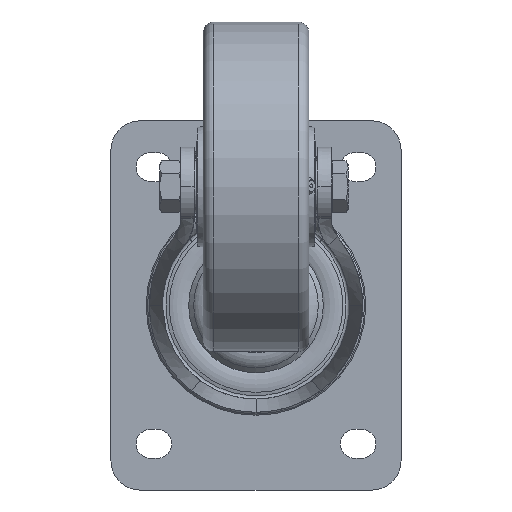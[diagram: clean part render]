
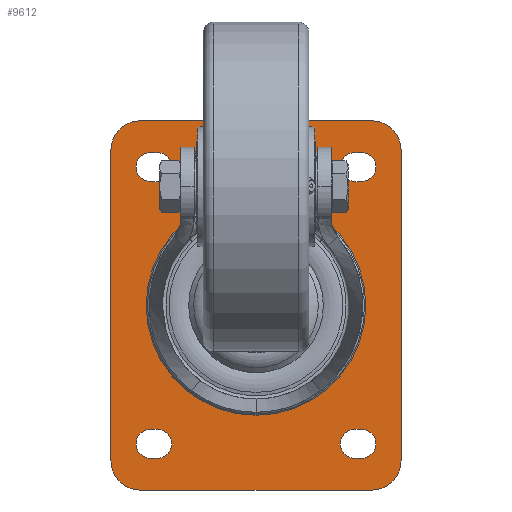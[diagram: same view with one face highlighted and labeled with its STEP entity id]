
A CAD part, front view. The second image highlights one B-rep face of the part: STEP entity #9612.
In plain terms, the highlighted planar face has unit normal (0, -1, 0).
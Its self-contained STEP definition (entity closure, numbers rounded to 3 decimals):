
#278=PLANE($,#10277);
#671=LINE($,#16415,#1425);
#672=LINE($,#16419,#1426);
#673=LINE($,#16423,#1427);
#674=LINE($,#16427,#1428);
#675=LINE($,#16431,#1429);
#676=LINE($,#16435,#1430);
#677=LINE($,#16441,#1431);
#678=LINE($,#16444,#1432);
#679=LINE($,#16449,#1433);
#680=LINE($,#16452,#1434);
#681=LINE($,#16455,#1435);
#682=LINE($,#16459,#1436);
#1425=VECTOR($,#11204,118.);
#1426=VECTOR($,#11207,88.);
#1427=VECTOR($,#11210,118.);
#1428=VECTOR($,#11213,88.);
#1429=VECTOR($,#11216,2.5);
#1430=VECTOR($,#11219,2.5);
#1431=VECTOR($,#11224,2.5);
#1432=VECTOR($,#11227,2.5);
#1433=VECTOR($,#11230,2.5);
#1434=VECTOR($,#11233,2.5);
#1435=VECTOR($,#11234,2.5);
#1436=VECTOR($,#11237,2.5);
#2653=FACE_BOUND($,#3428,.T.);
#2654=FACE_BOUND($,#3429,.T.);
#2655=FACE_BOUND($,#3430,.T.);
#2656=FACE_BOUND($,#3431,.T.);
#2657=FACE_BOUND($,#3432,.T.);
#2787=FACE_OUTER_BOUND($,#3427,.T.);
#3427=EDGE_LOOP($,(#7027,#7028,#7029,#7030,#7031,#7032,#7033,#7034));
#3428=EDGE_LOOP($,(#7035));
#3429=EDGE_LOOP($,(#7036,#7037,#7038,#7039));
#3430=EDGE_LOOP($,(#7040,#7041,#7042,#7043));
#3431=EDGE_LOOP($,(#7044,#7045,#7046,#7047));
#3432=EDGE_LOOP($,(#7048,#7049,#7050,#7051));
#4083=CIRCLE($,#10183,41.649);
#4142=CIRCLE($,#10278,11.);
#4143=CIRCLE($,#10279,11.);
#4144=CIRCLE($,#10280,11.);
#4145=CIRCLE($,#10281,11.);
#4146=CIRCLE($,#10282,5.5);
#4147=CIRCLE($,#10283,5.5);
#4148=CIRCLE($,#10284,5.5);
#4149=CIRCLE($,#10285,5.5);
#4150=CIRCLE($,#10286,5.5);
#4151=CIRCLE($,#10287,5.5);
#4152=CIRCLE($,#10288,5.5);
#4153=CIRCLE($,#10289,5.5);
#4322=VERTEX_POINT($,#13059);
#4625=VERTEX_POINT($,#16413);
#4626=VERTEX_POINT($,#16414);
#4627=VERTEX_POINT($,#16416);
#4628=VERTEX_POINT($,#16418);
#4629=VERTEX_POINT($,#16420);
#4630=VERTEX_POINT($,#16422);
#4631=VERTEX_POINT($,#16424);
#4632=VERTEX_POINT($,#16426);
#4633=VERTEX_POINT($,#16429);
#4634=VERTEX_POINT($,#16430);
#4635=VERTEX_POINT($,#16432);
#4636=VERTEX_POINT($,#16434);
#4637=VERTEX_POINT($,#16437);
#4638=VERTEX_POINT($,#16438);
#4639=VERTEX_POINT($,#16440);
#4640=VERTEX_POINT($,#16442);
#4641=VERTEX_POINT($,#16445);
#4642=VERTEX_POINT($,#16446);
#4643=VERTEX_POINT($,#16448);
#4644=VERTEX_POINT($,#16450);
#4645=VERTEX_POINT($,#16453);
#4646=VERTEX_POINT($,#16454);
#4647=VERTEX_POINT($,#16456);
#4648=VERTEX_POINT($,#16458);
#5280=EDGE_CURVE($,#4322,#4322,#4083,.T.);
#5587=EDGE_CURVE($,#4625,#4626,#671,.T.);
#5588=EDGE_CURVE($,#4626,#4627,#4142,.T.);
#5589=EDGE_CURVE($,#4627,#4628,#672,.T.);
#5590=EDGE_CURVE($,#4628,#4629,#4143,.T.);
#5591=EDGE_CURVE($,#4629,#4630,#673,.T.);
#5592=EDGE_CURVE($,#4630,#4631,#4144,.T.);
#5593=EDGE_CURVE($,#4631,#4632,#674,.T.);
#5594=EDGE_CURVE($,#4632,#4625,#4145,.T.);
#5595=EDGE_CURVE($,#4633,#4634,#675,.T.);
#5596=EDGE_CURVE($,#4634,#4635,#4146,.T.);
#5597=EDGE_CURVE($,#4635,#4636,#676,.T.);
#5598=EDGE_CURVE($,#4636,#4633,#4147,.T.);
#5599=EDGE_CURVE($,#4637,#4638,#4148,.T.);
#5600=EDGE_CURVE($,#4638,#4639,#677,.T.);
#5601=EDGE_CURVE($,#4639,#4640,#4149,.T.);
#5602=EDGE_CURVE($,#4640,#4637,#678,.T.);
#5603=EDGE_CURVE($,#4641,#4642,#4150,.T.);
#5604=EDGE_CURVE($,#4642,#4643,#679,.T.);
#5605=EDGE_CURVE($,#4643,#4644,#4151,.T.);
#5606=EDGE_CURVE($,#4644,#4641,#680,.T.);
#5607=EDGE_CURVE($,#4645,#4646,#681,.T.);
#5608=EDGE_CURVE($,#4646,#4647,#4152,.T.);
#5609=EDGE_CURVE($,#4647,#4648,#682,.T.);
#5610=EDGE_CURVE($,#4648,#4645,#4153,.T.);
#7027=ORIENTED_EDGE($,*,*,#5587,.T.);
#7028=ORIENTED_EDGE($,*,*,#5588,.T.);
#7029=ORIENTED_EDGE($,*,*,#5589,.T.);
#7030=ORIENTED_EDGE($,*,*,#5590,.T.);
#7031=ORIENTED_EDGE($,*,*,#5591,.T.);
#7032=ORIENTED_EDGE($,*,*,#5592,.T.);
#7033=ORIENTED_EDGE($,*,*,#5593,.T.);
#7034=ORIENTED_EDGE($,*,*,#5594,.T.);
#7035=ORIENTED_EDGE($,*,*,#5280,.T.);
#7036=ORIENTED_EDGE($,*,*,#5595,.T.);
#7037=ORIENTED_EDGE($,*,*,#5596,.T.);
#7038=ORIENTED_EDGE($,*,*,#5597,.T.);
#7039=ORIENTED_EDGE($,*,*,#5598,.T.);
#7040=ORIENTED_EDGE($,*,*,#5599,.T.);
#7041=ORIENTED_EDGE($,*,*,#5600,.T.);
#7042=ORIENTED_EDGE($,*,*,#5601,.T.);
#7043=ORIENTED_EDGE($,*,*,#5602,.T.);
#7044=ORIENTED_EDGE($,*,*,#5603,.T.);
#7045=ORIENTED_EDGE($,*,*,#5604,.T.);
#7046=ORIENTED_EDGE($,*,*,#5605,.T.);
#7047=ORIENTED_EDGE($,*,*,#5606,.T.);
#7048=ORIENTED_EDGE($,*,*,#5607,.T.);
#7049=ORIENTED_EDGE($,*,*,#5608,.T.);
#7050=ORIENTED_EDGE($,*,*,#5609,.T.);
#7051=ORIENTED_EDGE($,*,*,#5610,.T.);
#9612=ADVANCED_FACE($,(#2787,#2653,#2654,#2655,#2656,#2657),#278,.T.);
#10183=AXIS2_PLACEMENT_3D($,#13060,#10893,#10894);
#10277=AXIS2_PLACEMENT_3D($,#16412,#11202,#11203);
#10278=AXIS2_PLACEMENT_3D($,#16417,#11205,#11206);
#10279=AXIS2_PLACEMENT_3D($,#16421,#11208,#11209);
#10280=AXIS2_PLACEMENT_3D($,#16425,#11211,#11212);
#10281=AXIS2_PLACEMENT_3D($,#16428,#11214,#11215);
#10282=AXIS2_PLACEMENT_3D($,#16433,#11217,#11218);
#10283=AXIS2_PLACEMENT_3D($,#16436,#11220,#11221);
#10284=AXIS2_PLACEMENT_3D($,#16439,#11222,#11223);
#10285=AXIS2_PLACEMENT_3D($,#16443,#11225,#11226);
#10286=AXIS2_PLACEMENT_3D($,#16447,#11228,#11229);
#10287=AXIS2_PLACEMENT_3D($,#16451,#11231,#11232);
#10288=AXIS2_PLACEMENT_3D($,#16457,#11235,#11236);
#10289=AXIS2_PLACEMENT_3D($,#16460,#11238,#11239);
#10893=DIRECTION('center_axis',(0.,1.,0.));
#10894=DIRECTION('ref_axis',(0.,0.,1.));
#11202=DIRECTION('center_axis',(0.,-1.,0.));
#11203=DIRECTION('ref_axis',(0.,0.,-1.));
#11204=DIRECTION($,(0.,0.,-1.));
#11205=DIRECTION('center_axis',(0.,-1.,0.));
#11206=DIRECTION('ref_axis',(0.,0.,1.));
#11207=DIRECTION($,(1.,0.,0.));
#11208=DIRECTION('center_axis',(0.,-1.,0.));
#11209=DIRECTION('ref_axis',(0.,0.,1.));
#11210=DIRECTION($,(0.,0.,1.));
#11211=DIRECTION('center_axis',(0.,-1.,0.));
#11212=DIRECTION('ref_axis',(0.,0.,1.));
#11213=DIRECTION($,(-1.,0.,0.));
#11214=DIRECTION('center_axis',(0.,-1.,0.));
#11215=DIRECTION('ref_axis',(0.,0.,1.));
#11216=DIRECTION($,(1.,0.,0.));
#11217=DIRECTION('center_axis',(0.,1.,0.));
#11218=DIRECTION('ref_axis',(0.,0.,1.));
#11219=DIRECTION($,(-1.,0.,0.));
#11220=DIRECTION('center_axis',(0.,1.,0.));
#11221=DIRECTION('ref_axis',(0.,0.,1.));
#11222=DIRECTION('center_axis',(0.,1.,0.));
#11223=DIRECTION('ref_axis',(0.,0.,1.));
#11224=DIRECTION($,(-1.,0.,0.));
#11225=DIRECTION('center_axis',(0.,1.,0.));
#11226=DIRECTION('ref_axis',(0.,0.,1.));
#11227=DIRECTION($,(1.,0.,0.));
#11228=DIRECTION('center_axis',(0.,1.,0.));
#11229=DIRECTION('ref_axis',(0.,0.,1.));
#11230=DIRECTION($,(1.,0.,0.));
#11231=DIRECTION('center_axis',(0.,1.,0.));
#11232=DIRECTION('ref_axis',(0.,0.,1.));
#11233=DIRECTION($,(-1.,0.,0.));
#11234=DIRECTION($,(-1.,0.,0.));
#11235=DIRECTION('center_axis',(0.,1.,0.));
#11236=DIRECTION('ref_axis',(0.,0.,1.));
#11237=DIRECTION($,(1.,0.,0.));
#11238=DIRECTION('center_axis',(0.,1.,0.));
#11239=DIRECTION('ref_axis',(0.,0.,1.));
#13059=CARTESIAN_POINT('',(0.,-0.5,41.649));
#13060=CARTESIAN_POINT('Origin',(0.,-0.5,0.));
#16412=CARTESIAN_POINT('Origin',(0.,-0.5,0.));
#16413=CARTESIAN_POINT('',(-55.,-0.5,59.));
#16414=CARTESIAN_POINT('',(-55.,-0.5,-59.));
#16415=CARTESIAN_POINT($,(-55.,-0.5,0.));
#16416=CARTESIAN_POINT('',(-44.,-0.5,-70.));
#16417=CARTESIAN_POINT('Origin',(-44.,-0.5,-59.));
#16418=CARTESIAN_POINT('',(44.,-0.5,-70.));
#16419=CARTESIAN_POINT($,(0.,-0.5,-70.));
#16420=CARTESIAN_POINT('',(55.,-0.5,-59.));
#16421=CARTESIAN_POINT('Origin',(44.,-0.5,-59.));
#16422=CARTESIAN_POINT('',(55.,-0.5,59.));
#16423=CARTESIAN_POINT($,(55.,-0.5,0.));
#16424=CARTESIAN_POINT('',(44.,-0.5,70.));
#16425=CARTESIAN_POINT('Origin',(44.,-0.5,59.));
#16426=CARTESIAN_POINT('',(-44.,-0.5,70.));
#16427=CARTESIAN_POINT($,(0.,-0.5,70.));
#16428=CARTESIAN_POINT('Origin',(-44.,-0.5,59.));
#16429=CARTESIAN_POINT('',(37.5,-0.5,58.));
#16430=CARTESIAN_POINT('',(40.,-0.5,58.));
#16431=CARTESIAN_POINT($,(0.,-0.5,58.));
#16432=CARTESIAN_POINT('',(40.,-0.5,47.));
#16433=CARTESIAN_POINT('Origin',(40.,-0.5,52.5));
#16434=CARTESIAN_POINT('',(37.5,-0.5,47.));
#16435=CARTESIAN_POINT($,(0.,-0.5,47.));
#16436=CARTESIAN_POINT('Origin',(37.5,-0.5,52.5));
#16437=CARTESIAN_POINT('',(40.,-0.5,-47.));
#16438=CARTESIAN_POINT('',(40.,-0.5,-58.));
#16439=CARTESIAN_POINT('Origin',(40.,-0.5,-52.5));
#16440=CARTESIAN_POINT('',(37.5,-0.5,-58.));
#16441=CARTESIAN_POINT($,(0.,-0.5,-58.));
#16442=CARTESIAN_POINT('',(37.5,-0.5,-47.));
#16443=CARTESIAN_POINT('Origin',(37.5,-0.5,-52.5));
#16444=CARTESIAN_POINT($,(0.,-0.5,-47.));
#16445=CARTESIAN_POINT('',(-40.,-0.5,-58.));
#16446=CARTESIAN_POINT('',(-40.,-0.5,-47.));
#16447=CARTESIAN_POINT('Origin',(-40.,-0.5,-52.5));
#16448=CARTESIAN_POINT('',(-37.5,-0.5,-47.));
#16449=CARTESIAN_POINT($,(0.,-0.5,-47.));
#16450=CARTESIAN_POINT('',(-37.5,-0.5,-58.));
#16451=CARTESIAN_POINT('Origin',(-37.5,-0.5,-52.5));
#16452=CARTESIAN_POINT($,(0.,-0.5,-58.));
#16453=CARTESIAN_POINT('',(-37.5,-0.5,47.));
#16454=CARTESIAN_POINT('',(-40.,-0.5,47.));
#16455=CARTESIAN_POINT($,(0.,-0.5,47.));
#16456=CARTESIAN_POINT('',(-40.,-0.5,58.));
#16457=CARTESIAN_POINT('Origin',(-40.,-0.5,52.5));
#16458=CARTESIAN_POINT('',(-37.5,-0.5,58.));
#16459=CARTESIAN_POINT($,(0.,-0.5,58.));
#16460=CARTESIAN_POINT('Origin',(-37.5,-0.5,52.5));
